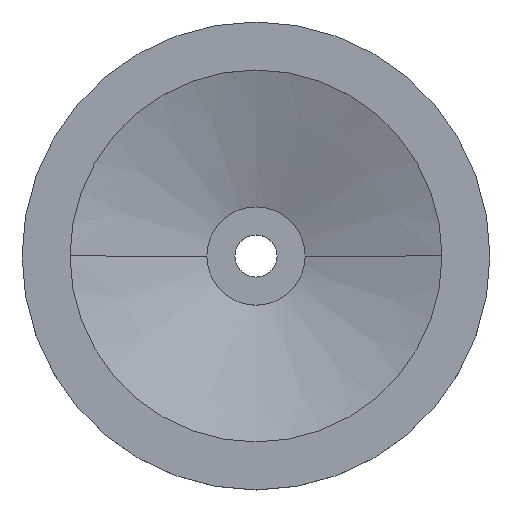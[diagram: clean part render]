
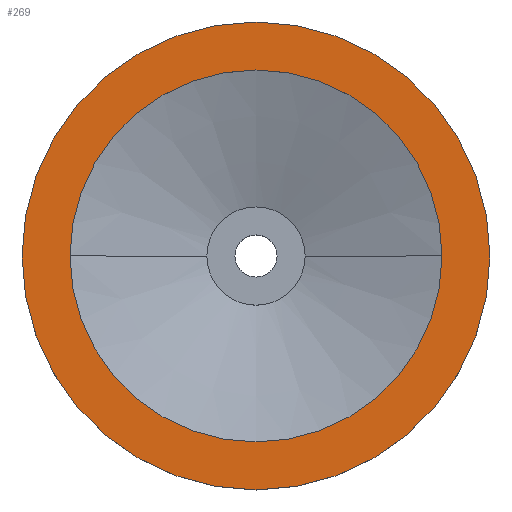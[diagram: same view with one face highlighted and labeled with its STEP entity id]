
A CAD part, top view. The second image highlights one B-rep face of the part: STEP entity #269.
In plain terms, the highlighted planar face has unit normal (0, 0, 1).
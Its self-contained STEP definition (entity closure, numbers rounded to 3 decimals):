
#121=VERTEX_POINT('',#312);
#123=EDGE_CURVE('',#253,#147,#314,.T.);
#143=EDGE_CURVE('',#271,#121,#334,.T.);
#147=VERTEX_POINT('',#340);
#149=EDGE_CURVE('',#147,#253,#342,.T.);
#213=EDGE_CURVE('',#121,#271,#412,.T.);
#253=VERTEX_POINT('',#459);
#269=ADVANCED_FACE('',(#475,#476),#477,.T.);
#271=VERTEX_POINT('',#479);
#312=CARTESIAN_POINT('',(-100.0,0.,45.0));
#314=CIRCLE('',#516,79.5);
#334=CIRCLE('',#545,100.0);
#340=CARTESIAN_POINT('',(-79.5,0.,45.0));
#342=CIRCLE('',#554,79.5);
#412=CIRCLE('',#649,100.0);
#459=CARTESIAN_POINT('',(79.5,0.,45.0));
#475=FACE_OUTER_BOUND('',#728,.T.);
#476=FACE_BOUND('',#729,.T.);
#477=PLANE('',#730);
#479=CARTESIAN_POINT('',(100.0,0.,45.0));
#516=AXIS2_PLACEMENT_3D('',#787,#788,#789);
#545=AXIS2_PLACEMENT_3D('',#809,#810,#811);
#554=AXIS2_PLACEMENT_3D('',#820,#821,#822);
#649=AXIS2_PLACEMENT_3D('',#903,#904,#905);
#728=EDGE_LOOP('',(#969,#970));
#729=EDGE_LOOP('',(#971,#972));
#730=AXIS2_PLACEMENT_3D('',#973,#974,#975);
#787=CARTESIAN_POINT('',(0.,0.,45.0));
#788=DIRECTION('',(-0.0,0.0,-1.0));
#789=DIRECTION('',(-1.0,0.,0.0));
#809=CARTESIAN_POINT('',(0.,0.,45.0));
#810=DIRECTION('',(-0.0,0.0,-1.0));
#811=DIRECTION('',(-1.0,0.,0.0));
#820=CARTESIAN_POINT('',(0.,0.,45.0));
#821=DIRECTION('',(-0.0,0.0,-1.0));
#822=DIRECTION('',(-1.0,0.,0.0));
#903=CARTESIAN_POINT('',(0.,0.,45.0));
#904=DIRECTION('',(-0.0,0.0,-1.0));
#905=DIRECTION('',(-1.0,0.,0.0));
#969=ORIENTED_EDGE('',*,*,#213,.F.);
#970=ORIENTED_EDGE('',*,*,#143,.F.);
#971=ORIENTED_EDGE('',*,*,#149,.T.);
#972=ORIENTED_EDGE('',*,*,#123,.T.);
#973=CARTESIAN_POINT('',(-89.75,0.,45.0));
#974=DIRECTION('',(0.0,0.0,1.0));
#975=DIRECTION('',(-1.0,0.,0.0));
